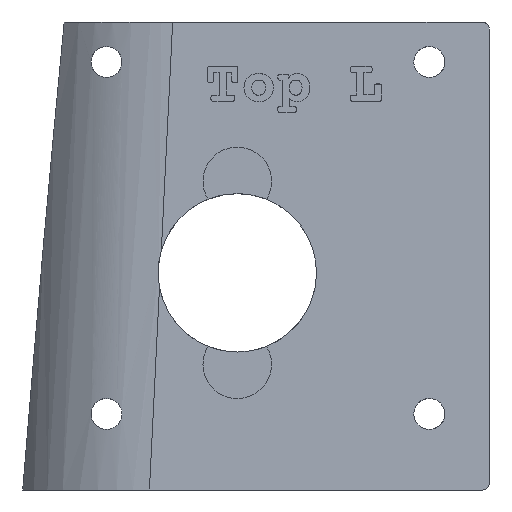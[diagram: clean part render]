
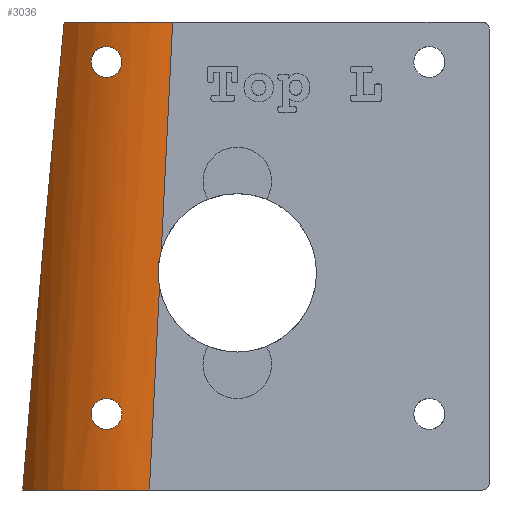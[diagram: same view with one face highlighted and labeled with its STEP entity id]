
A CAD part, front view. The second image highlights one B-rep face of the part: STEP entity #3036.
In plain terms, the highlighted cylindrical face has radius 20.5 mm (diameter 41 mm), a partial arc.
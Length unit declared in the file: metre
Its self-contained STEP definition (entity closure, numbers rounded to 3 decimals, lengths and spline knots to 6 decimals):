
#241=ELLIPSE('',#3221,0.020553,0.0205);
#242=ELLIPSE('',#3222,0.39218,0.0205);
#243=ELLIPSE('',#3223,0.020553,0.0205);
#257=LINE('',#4236,#478);
#258=LINE('',#4244,#479);
#478=VECTOR('',#3483,1.);
#479=VECTOR('',#3484,1.);
#699=ORIENTED_EDGE('',*,*,#1659,.T.);
#700=ORIENTED_EDGE('',*,*,#1660,.F.);
#701=ORIENTED_EDGE('',*,*,#1661,.T.);
#702=ORIENTED_EDGE('',*,*,#1662,.F.);
#703=ORIENTED_EDGE('',*,*,#1663,.F.);
#704=ORIENTED_EDGE('',*,*,#1664,.T.);
#705=ORIENTED_EDGE('',*,*,#1665,.F.);
#706=ORIENTED_EDGE('',*,*,#1666,.T.);
#1659=EDGE_CURVE('',#2139,#2139,#2463,.T.);
#1660=EDGE_CURVE('',#2140,#2141,#257,.F.);
#1661=EDGE_CURVE('',#2140,#2142,#2464,.T.);
#1662=EDGE_CURVE('',#2143,#2142,#258,.F.);
#1663=EDGE_CURVE('',#2144,#2143,#241,.T.);
#1664=EDGE_CURVE('',#2144,#2145,#242,.T.);
#1665=EDGE_CURVE('',#2141,#2145,#243,.F.);
#1666=EDGE_CURVE('',#2146,#2146,#2465,.T.);
#2139=VERTEX_POINT('',#4235);
#2140=VERTEX_POINT('',#4237);
#2141=VERTEX_POINT('',#4238);
#2142=VERTEX_POINT('',#4243);
#2143=VERTEX_POINT('',#4245);
#2144=VERTEX_POINT('',#4247);
#2145=VERTEX_POINT('',#4249);
#2146=VERTEX_POINT('',#4263);
#2463=B_SPLINE_CURVE_WITH_KNOTS('',3,(#4222,#4223,#4224,#4225,#4226,#4227,
#4228,#4229,#4230,#4231,#4232,#4233,#4234),.UNSPECIFIED.,.T.,.F.,(1,1,1,
1,1,1,1,1,1,1,1,1,1,1,1,1,1),(-0.005326,-0.003551,
-0.001775,0.,0.001775,0.002663,0.003551,
0.004438,0.005326,0.007101,0.008876,
0.010652,0.012427,0.014202,0.015977,
0.016865,0.017753),.UNSPECIFIED.);
#2464=B_SPLINE_CURVE_WITH_KNOTS('',3,(#4239,#4240,#4241,#4242),
 .UNSPECIFIED.,.F.,.F.,(4,4),(0.,0.005192),.UNSPECIFIED.);
#2465=B_SPLINE_CURVE_WITH_KNOTS('',3,(#4251,#4252,#4253,#4254,#4255,#4256,
#4257,#4258,#4259,#4260,#4261,#4262),.UNSPECIFIED.,.T.,.F.,(1,1,1,1,1,1,
1,1,1,1,1,1,1,1,1,1),(-0.005184,-0.003456,-0.001728,
0.,0.001728,0.003456,0.00432,0.005184,
0.006911,0.008639,0.010367,0.012095,
0.013823,0.015551,0.017279,0.018143),
 .UNSPECIFIED.);
#2578=EDGE_LOOP('',(#699));
#2579=EDGE_LOOP('',(#700,#701,#702,#703,#704,#705));
#2580=EDGE_LOOP('',(#706));
#2772=FACE_BOUND('',#2578,.T.);
#2773=FACE_BOUND('',#2579,.T.);
#2774=FACE_BOUND('',#2580,.T.);
#2966=CYLINDRICAL_SURFACE('',#3220,0.0205);
#3036=ADVANCED_FACE('',(#2772,#2773,#2774),#2966,.T.);
#3220=AXIS2_PLACEMENT_3D('',#4221,#3481,#3482);
#3221=AXIS2_PLACEMENT_3D('',#4246,#3485,#3486);
#3222=AXIS2_PLACEMENT_3D('',#4248,#3487,#3488);
#3223=AXIS2_PLACEMENT_3D('',#4250,#3489,#3490);
#3481=DIRECTION('',(0.049,0.052,0.997));
#3482=DIRECTION('',(0.,-0.999,0.052));
#3483=DIRECTION('',(0.049,0.052,0.997));
#3484=DIRECTION('',(0.049,0.052,0.997));
#3485=DIRECTION('',(0.,0.,1.));
#3486=DIRECTION('',(0.687,0.726,0.));
#3487=DIRECTION('',(0.,-1.,0.));
#3488=DIRECTION('',(0.05,0.,0.999));
#3489=DIRECTION('',(0.,0.,1.));
#3490=DIRECTION('',(0.687,0.726,0.));
#4221=CARTESIAN_POINT('',(-0.251469,-0.148636,-0.083504));
#4222=CARTESIAN_POINT('',(-0.256074,-0.165152,-0.031182));
#4223=CARTESIAN_POINT('',(-0.257781,-0.164495,-0.031817));
#4224=CARTESIAN_POINT('',(-0.259064,-0.163762,-0.031305));
#4225=CARTESIAN_POINT('',(-0.259735,-0.163281,-0.030429));
#4226=CARTESIAN_POINT('',(-0.259964,-0.163061,-0.029563));
#4227=CARTESIAN_POINT('',(-0.259814,-0.163081,-0.028655));
#4228=CARTESIAN_POINT('',(-0.259163,-0.163407,-0.027666));
#4229=CARTESIAN_POINT('',(-0.257855,-0.164098,-0.027109));
#4230=CARTESIAN_POINT('',(-0.256205,-0.164855,-0.027649));
#4231=CARTESIAN_POINT('',(-0.255337,-0.165266,-0.029347));
#4232=CARTESIAN_POINT('',(-0.256074,-0.165152,-0.031182));
#4233=CARTESIAN_POINT('',(-0.257781,-0.164495,-0.031817));
#4234=CARTESIAN_POINT('',(-0.259064,-0.163762,-0.031305));
#4235=CARTESIAN_POINT('',(-0.257753,-0.164458,-0.031609));
#4236=CARTESIAN_POINT('',(-0.251469,-0.169108,-0.082431));
#4237=CARTESIAN_POINT('',(-0.250396,-0.167974,-0.060791));
#4238=CARTESIAN_POINT('',(-0.251789,-0.169447,-0.0889));
#4239=CARTESIAN_POINT('',(-0.250396,-0.167974,-0.060791));
#4240=CARTESIAN_POINT('',(-0.250723,-0.167884,-0.059069));
#4241=CARTESIAN_POINT('',(-0.250636,-0.167792,-0.057307));
#4242=CARTESIAN_POINT('',(-0.25014,-0.167703,-0.055625));
#4243=CARTESIAN_POINT('',(-0.25014,-0.167703,-0.055625));
#4244=CARTESIAN_POINT('',(-0.251469,-0.169108,-0.082431));
#4245=CARTESIAN_POINT('',(-0.248567,-0.166041,-0.0239));
#4246=CARTESIAN_POINT('',(-0.248514,-0.145513,-0.0239));
#4247=CARTESIAN_POINT('',(-0.26363,-0.159438,-0.0239));
#4248=CARTESIAN_POINT('',(-0.261687,-0.159438,-0.28962));
#4249=CARTESIAN_POINT('',(-0.269389,-0.159438,-0.0889));
#4250=CARTESIAN_POINT('',(-0.251736,-0.148919,-0.0889));
#4251=CARTESIAN_POINT('',(-0.256062,-0.168447,-0.08004));
#4252=CARTESIAN_POINT('',(-0.257771,-0.168029,-0.08071));
#4253=CARTESIAN_POINT('',(-0.259372,-0.167368,-0.080065));
#4254=CARTESIAN_POINT('',(-0.260013,-0.166961,-0.078704));
#4255=CARTESIAN_POINT('',(-0.259808,-0.166969,-0.07753));
#4256=CARTESIAN_POINT('',(-0.259169,-0.167186,-0.076553));
#4257=CARTESIAN_POINT('',(-0.257819,-0.167685,-0.075974));
#4258=CARTESIAN_POINT('',(-0.256143,-0.168209,-0.076585));
#4259=CARTESIAN_POINT('',(-0.255354,-0.168476,-0.078274));
#4260=CARTESIAN_POINT('',(-0.256062,-0.168447,-0.08004));
#4261=CARTESIAN_POINT('',(-0.257771,-0.168029,-0.08071));
#4262=CARTESIAN_POINT('',(-0.259372,-0.167368,-0.080065));
#4263=CARTESIAN_POINT('',(-0.257753,-0.167989,-0.080491));
